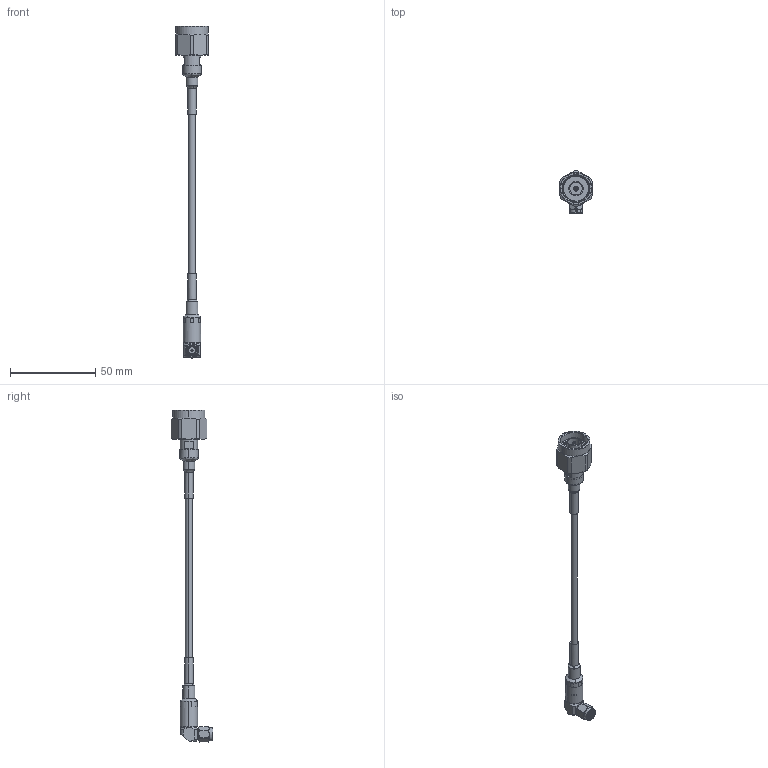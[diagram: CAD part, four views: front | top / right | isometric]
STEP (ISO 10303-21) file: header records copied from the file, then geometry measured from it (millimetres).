
FILE_DESCRIPTION (( 'STEP AP203' ), '1' );
FILE_NAME ('PE3C5275.step', '2018-10-04T21:07:09', ( '' ), ( '' ), 'SwSTEP 2.0', 'SolidWorks 2017', '' );
FILE_SCHEMA (( 'CONFIG_CONTROL_DESIGN' ));
Length unit declared in the file: inch
Products named in the file (5): PE3C5275; Coax Cable_PE-P160LL; PE45442_FMCN1467; HeatShrink^PE3C5275; PE45446_FMCN1471
Assembly tree (4 placements, depth 2):
  PE3C5275
    Coax Cable_PE-P160LL
    PE45446_FMCN1471
    PE45442_FMCN1467
    HeatShrink^PE3C5275
Bounding box: 19.05 x 24.51 x 194.96 mm (x, y, z)
Volume: 11482.2 mm3; surface area: 8223 mm2
Topology: 5 solids, 5 shells, 240 faces, 582 edges, 371 vertices
Faces by surface type: cylinder 107, plane 65, cone 46, bspline 18, torus 4
Entity records: 11644 total; most frequent: CARTESIAN_POINT 5750, ORIENTED_EDGE 1164, DIRECTION 1095, EDGE_CURVE 582, AXIS2_PLACEMENT_3D 454, VERTEX_POINT 371, EDGE_LOOP 259, ADVANCED_FACE 240
